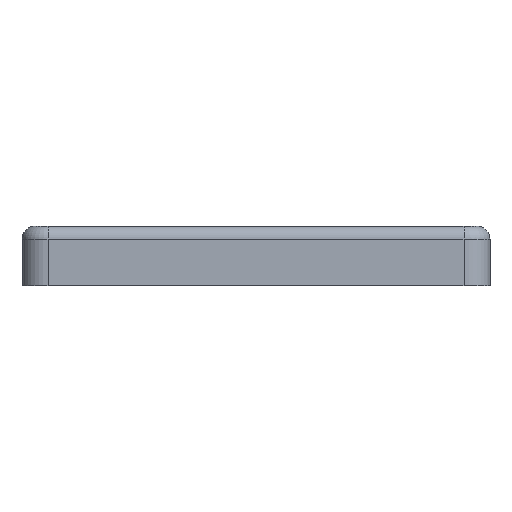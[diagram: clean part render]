
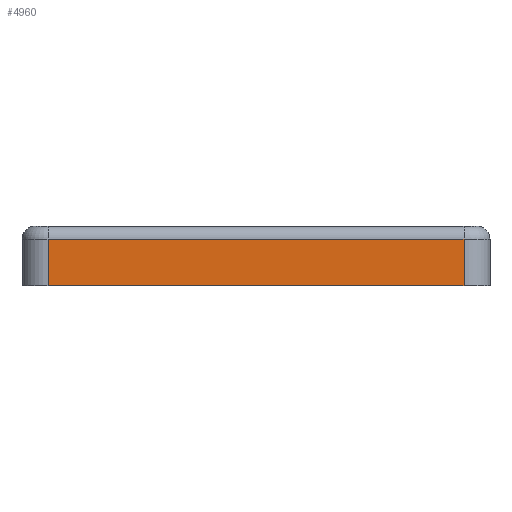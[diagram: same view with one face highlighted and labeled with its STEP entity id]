
A CAD part, left-side view. The second image highlights one B-rep face of the part: STEP entity #4960.
In plain terms, the highlighted planar face has unit normal (-1, 0, 0).
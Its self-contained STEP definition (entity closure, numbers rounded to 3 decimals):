
#260 = ORIENTED_EDGE ( 'NONE', *, *, #7122, .T. ) ;
#268 = ORIENTED_EDGE ( 'NONE', *, *, #7136, .T. ) ;
#300 = ORIENTED_EDGE ( 'NONE', *, *, #7069, .T. ) ;
#314 = ORIENTED_EDGE ( 'NONE', *, *, #7065, .F. ) ;
#747 = FACE_OUTER_BOUND ( 'NONE', #3392, .T. ) ;
#987 = LINE ( 'NONE', #6358, #1020 ) ;
#989 = VECTOR ( 'NONE', #6364, 1000. ) ;
#1012 = LINE ( 'NONE', #6363, #989 ) ;
#1020 = VECTOR ( 'NONE', #6337, 1000. ) ;
#1060 = VECTOR ( 'NONE', #6552, 1000. ) ;
#1063 = LINE ( 'NONE', #6568, #1060 ) ;
#1108 = VECTOR ( 'NONE', #6614, 1000. ) ;
#1147 = LINE ( 'NONE', #6628, #1108 ) ;
#2536 = PLANE ( 'NONE',  #3205 ) ;
#2537 = CARTESIAN_POINT ( 'NONE',  ( -24., -8., 2.3 ) ) ;
#2539 = DIRECTION ( 'NONE',  ( 1., 0., 0. ) ) ;
#2587 = DIRECTION ( 'NONE',  ( 0., 0., -1. ) ) ;
#2766 = VERTEX_POINT ( 'NONE', #3028 ) ;
#2784 = VERTEX_POINT ( 'NONE', #3017 ) ;
#2806 = VERTEX_POINT ( 'NONE', #3991 ) ;
#2807 = VERTEX_POINT ( 'NONE', #3965 ) ;
#3017 = CARTESIAN_POINT ( 'NONE',  ( -24., 8., 1.8 ) ) ;
#3028 = CARTESIAN_POINT ( 'NONE',  ( -24., 8., 0. ) ) ;
#3205 = AXIS2_PLACEMENT_3D ( 'NONE', #2537, #2539, #2587 ) ;
#3392 = EDGE_LOOP ( 'NONE', ( #314, #268, #300, #260 ) ) ;
#3965 = CARTESIAN_POINT ( 'NONE',  ( -24., -8., 1.8 ) ) ;
#3991 = CARTESIAN_POINT ( 'NONE',  ( -24., -8., 0. ) ) ;
#4960 = ADVANCED_FACE ( 'NONE', ( #747 ), #2536, .F. ) ;
#6337 = DIRECTION ( 'NONE',  ( 0., 0., -1. ) ) ;
#6358 = CARTESIAN_POINT ( 'NONE',  ( -24., 8., 2.3 ) ) ;
#6363 = CARTESIAN_POINT ( 'NONE',  ( -24., -8., 2.3 ) ) ;
#6364 = DIRECTION ( 'NONE',  ( 0., 0., -1. ) ) ;
#6552 = DIRECTION ( 'NONE',  ( 0., -1., 0. ) ) ;
#6568 = CARTESIAN_POINT ( 'NONE',  ( -24., -8., 0. ) ) ;
#6614 = DIRECTION ( 'NONE',  ( 0., 1., 0. ) ) ;
#6628 = CARTESIAN_POINT ( 'NONE',  ( -24., 8., 1.8 ) ) ;
#7065 = EDGE_CURVE ( 'NONE', #2807, #2806, #1012, .T. ) ;
#7069 = EDGE_CURVE ( 'NONE', #2784, #2766, #987, .T. ) ;
#7122 = EDGE_CURVE ( 'NONE', #2766, #2806, #1063, .T. ) ;
#7136 = EDGE_CURVE ( 'NONE', #2807, #2784, #1147, .T. ) ;
